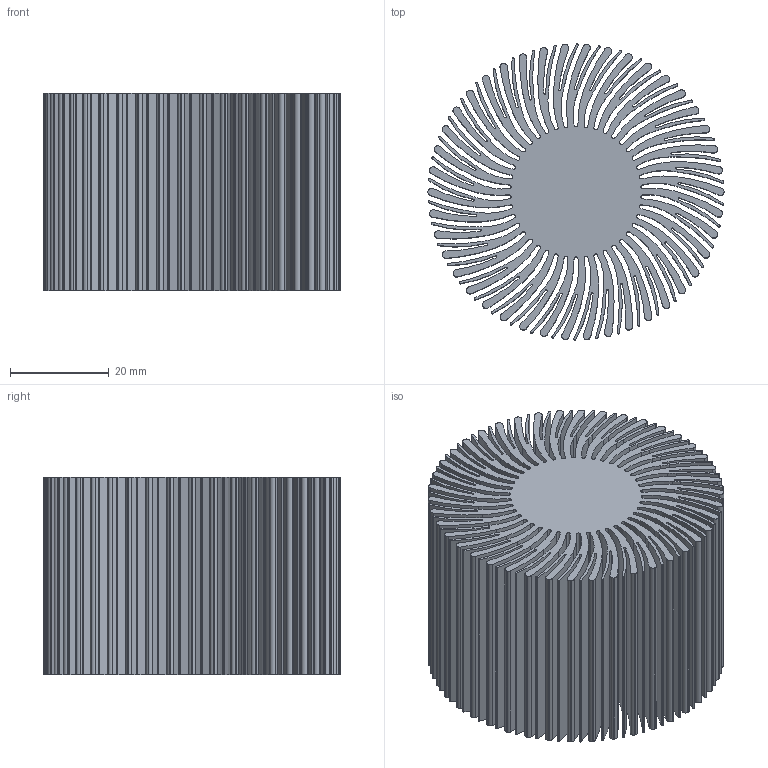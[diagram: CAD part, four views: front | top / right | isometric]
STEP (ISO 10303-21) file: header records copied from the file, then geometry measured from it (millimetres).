
FILE_DESCRIPTION (( 'STEP AP203' ), '1' );
FILE_NAME ('Heat Sink.step', '2023-05-12T09:14:23', ( '' ), ( '' ), 'SwSTEP 2.0', 'SolidWorks 2021', '' );
FILE_SCHEMA (( 'CONFIG_CONTROL_DESIGN' ));
Length unit declared in the file: millimetre
Products named in the file (1): Heat Sink
Bounding box: 60 x 60 x 40 mm (x, y, z)
Volume: 71396.1 mm3; surface area: 98889.6 mm2
Topology: 1 solids, 1 shells, 766 faces, 2292 edges, 1528 vertices
Faces by surface type: cylinder 682, plane 84
Entity records: 26677 total; most frequent: DIRECTION 5190, CARTESIAN_POINT 4587, ORIENTED_EDGE 4584, EDGE_CURVE 2292, AXIS2_PLACEMENT_3D 2131, VERTEX_POINT 1528, CIRCLE 1364, LINE 928
